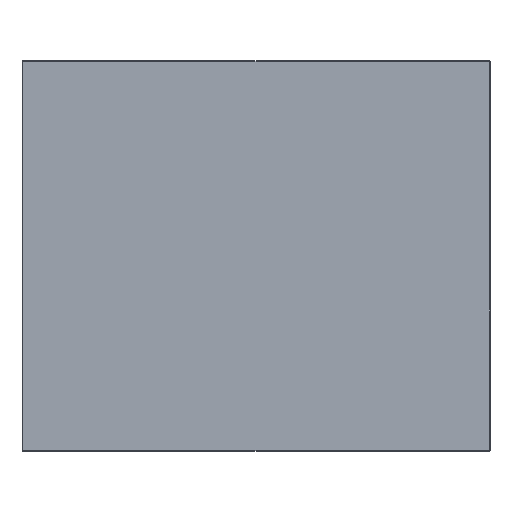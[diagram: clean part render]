
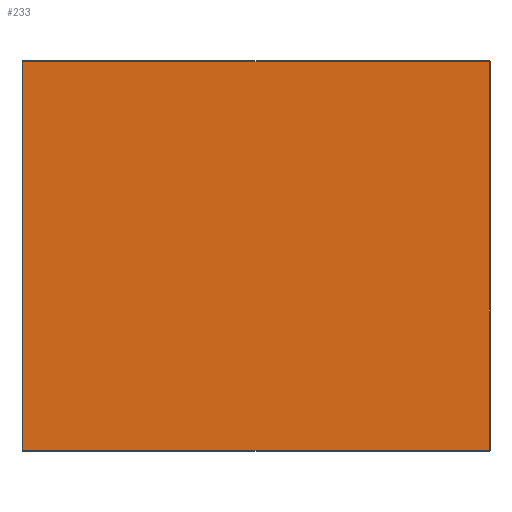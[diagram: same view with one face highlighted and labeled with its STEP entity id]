
A CAD part, top view. The second image highlights one B-rep face of the part: STEP entity #233.
In plain terms, the highlighted face is planar.
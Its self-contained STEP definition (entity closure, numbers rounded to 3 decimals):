
#233=ADVANCED_FACE('',(#299),#1047,.T.);
#299=FACE_OUTER_BOUND('',#365,.T.);
#365=EDGE_LOOP('',(#449,#450,#451,#452));
#449=ORIENTED_EDGE('',*,*,#709,.F.);
#450=ORIENTED_EDGE('',*,*,#710,.F.);
#451=ORIENTED_EDGE('',*,*,#711,.F.);
#452=ORIENTED_EDGE('',*,*,#708,.F.);
#708=EDGE_CURVE('',#967,#968,#858,.T.);
#709=EDGE_CURVE('',#969,#967,#859,.T.);
#710=EDGE_CURVE('',#970,#969,#860,.T.);
#711=EDGE_CURVE('',#968,#970,#861,.T.);
#858=B_SPLINE_CURVE_WITH_KNOTS('',1,(#1712,#1713),.UNSPECIFIED.,.F.,.F.,
(2,2),(-498.,0.),.UNSPECIFIED.);
#859=B_SPLINE_CURVE_WITH_KNOTS('',1,(#1714,#1715),.UNSPECIFIED.,.F.,.F.,
(2,2),(-598.,0.),.UNSPECIFIED.);
#860=B_SPLINE_CURVE_WITH_KNOTS('',1,(#1716,#1717),.UNSPECIFIED.,.F.,.F.,
(2,2),(-498.,0.),.UNSPECIFIED.);
#861=B_SPLINE_CURVE_WITH_KNOTS('',1,(#1718,#1719),.UNSPECIFIED.,.F.,.F.,
(2,2),(-598.,0.),.UNSPECIFIED.);
#967=VERTEX_POINT('',#1658);
#968=VERTEX_POINT('',#1659);
#969=VERTEX_POINT('',#1660);
#970=VERTEX_POINT('',#1661);
#1047=PLANE('',#1198);
#1198=AXIS2_PLACEMENT_3D('',#1349,#1272,$);
#1272=DIRECTION('',(0.,1.,0.));
#1349=CARTESIAN_POINT('',(-358.8,90.,298.8));
#1658=CARTESIAN_POINT('',(299.,90.,-249.));
#1659=CARTESIAN_POINT('',(299.,90.,249.));
#1660=CARTESIAN_POINT('',(-299.,90.,-249.));
#1661=CARTESIAN_POINT('',(-299.,90.,249.));
#1712=CARTESIAN_POINT('',(299.,90.,-249.));
#1713=CARTESIAN_POINT('',(299.,90.,249.));
#1714=CARTESIAN_POINT('',(-299.,90.,-249.));
#1715=CARTESIAN_POINT('',(299.,90.,-249.));
#1716=CARTESIAN_POINT('',(-299.,90.,249.));
#1717=CARTESIAN_POINT('',(-299.,90.,-249.));
#1718=CARTESIAN_POINT('',(299.,90.,249.));
#1719=CARTESIAN_POINT('',(-299.,90.,249.));
